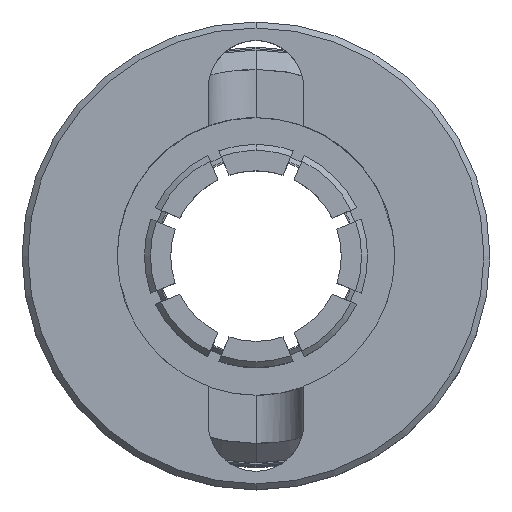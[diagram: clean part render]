
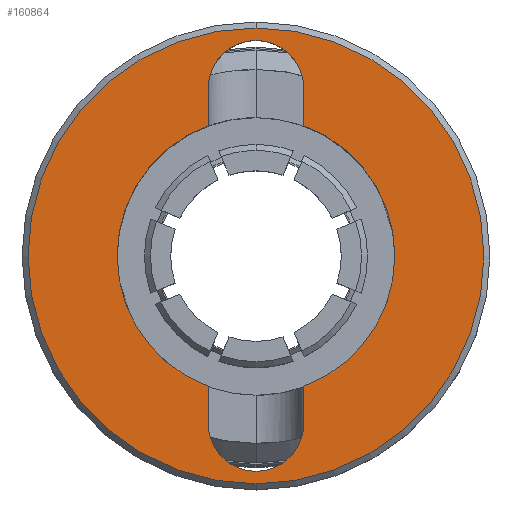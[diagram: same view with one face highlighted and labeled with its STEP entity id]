
A CAD part, top view. The second image highlights one B-rep face of the part: STEP entity #160864.
In plain terms, the highlighted planar face has unit normal (0, 0, 1).
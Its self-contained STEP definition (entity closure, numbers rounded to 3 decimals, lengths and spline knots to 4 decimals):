
#2464 = EDGE_CURVE ( 'NONE', #107002, #62289, #130902, .T. ) ;
#3410 = ORIENTED_EDGE ( 'NONE', *, *, #58969, .F. ) ;
#6019 = CARTESIAN_POINT ( 'NONE',  ( -0.8, 2.8, 20.45 ) ) ;
#8104 = ORIENTED_EDGE ( 'NONE', *, *, #69772, .T. ) ;
#10091 = AXIS2_PLACEMENT_3D ( 'NONE', #111463, #48318, #149708 ) ;
#12605 = CARTESIAN_POINT ( 'NONE',  ( 0.8, -2.1777, 20.45 ) ) ;
#15045 = DIRECTION ( 'NONE',  ( 0., 0., 1. ) ) ;
#16023 = CARTESIAN_POINT ( 'NONE',  ( 0.8, -2.8, 20.45 ) ) ;
#17523 = EDGE_CURVE ( 'NONE', #109357, #28501, #62681, .T. ) ;
#17550 = VECTOR ( 'NONE', #156706, 1000. ) ;
#20876 = VERTEX_POINT ( 'NONE', #52646 ) ;
#22924 = EDGE_CURVE ( 'NONE', #69862, #20876, #158320, .T. ) ;
#23954 = ORIENTED_EDGE ( 'NONE', *, *, #17523, .T. ) ;
#25702 = LINE ( 'NONE', #65496, #33044 ) ;
#28501 = VERTEX_POINT ( 'NONE', #12605 ) ;
#28692 = DIRECTION ( 'NONE',  ( 0., 0., 1. ) ) ;
#29889 = CIRCLE ( 'NONE', #143967, 2.32 ) ;
#33044 = VECTOR ( 'NONE', #138669, 1000. ) ;
#33166 = EDGE_CURVE ( 'NONE', #20876, #91165, #135916, .T. ) ;
#37179 = DIRECTION ( 'NONE',  ( 0., -1., 0. ) ) ;
#38879 = DIRECTION ( 'NONE',  ( 0., 0., 1. ) ) ;
#41105 = VECTOR ( 'NONE', #66632, 1000. ) ;
#48318 = DIRECTION ( 'NONE',  ( 0., 0., -1. ) ) ;
#49784 = ORIENTED_EDGE ( 'NONE', *, *, #33166, .F. ) ;
#52168 = VERTEX_POINT ( 'NONE', #132311 ) ;
#52646 = CARTESIAN_POINT ( 'NONE',  ( -0.8, -2.8, 20.45 ) ) ;
#54047 = AXIS2_PLACEMENT_3D ( 'NONE', #81772, #28692, #92610 ) ;
#56154 = CARTESIAN_POINT ( 'NONE',  ( -0.8, -2.8, 20.45 ) ) ;
#58969 = EDGE_CURVE ( 'NONE', #91165, #28501, #25702, .T. ) ;
#59009 = AXIS2_PLACEMENT_3D ( 'NONE', #108925, #15045, #75678 ) ;
#59986 = ORIENTED_EDGE ( 'NONE', *, *, #78340, .T. ) ;
#62289 = VERTEX_POINT ( 'NONE', #6019 ) ;
#62681 = CIRCLE ( 'NONE', #128959, 2.32 ) ;
#64279 = AXIS2_PLACEMENT_3D ( 'NONE', #141445, #90750, #104022 ) ;
#65496 = CARTESIAN_POINT ( 'NONE',  ( 0.8, -2.8, 20.45 ) ) ;
#66632 = DIRECTION ( 'NONE',  ( 0., 1., 0. ) ) ;
#67772 = CARTESIAN_POINT ( 'NONE',  ( 0.8, 2.8, 20.45 ) ) ;
#69772 = EDGE_CURVE ( 'NONE', #162833, #52168, #124991, .T. ) ;
#69862 = VERTEX_POINT ( 'NONE', #106846 ) ;
#74397 = EDGE_CURVE ( 'NONE', #109357, #107002, #91577, .T. ) ;
#75678 = DIRECTION ( 'NONE',  ( 0., 1., 0. ) ) ;
#76867 = CARTESIAN_POINT ( 'NONE',  ( 0., 0., 20.45 ) ) ;
#78340 = EDGE_CURVE ( 'NONE', #69862, #150255, #29889, .T. ) ;
#81772 = CARTESIAN_POINT ( 'NONE',  ( 0., 2.8, 20.45 ) ) ;
#88636 = LINE ( 'NONE', #139321, #147161 ) ;
#89818 = FACE_OUTER_BOUND ( 'NONE', #150645, .T. ) ;
#90750 = DIRECTION ( 'NONE',  ( 0., 0., 1. ) ) ;
#91165 = VERTEX_POINT ( 'NONE', #113280 ) ;
#91577 = LINE ( 'NONE', #16023, #41105 ) ;
#92610 = DIRECTION ( 'NONE',  ( 1., 0., 0. ) ) ;
#95625 = ORIENTED_EDGE ( 'NONE', *, *, #74397, .F. ) ;
#99449 = CARTESIAN_POINT ( 'NONE',  ( 0., 3.81, 20.45 ) ) ;
#99544 = ORIENTED_EDGE ( 'NONE', *, *, #103658, .T. ) ;
#103658 = EDGE_CURVE ( 'NONE', #52168, #162833, #162465, .T. ) ;
#104022 = DIRECTION ( 'NONE',  ( 1., 0., 0. ) ) ;
#106846 = CARTESIAN_POINT ( 'NONE',  ( -0.8, -2.1777, 20.45 ) ) ;
#107002 = VERTEX_POINT ( 'NONE', #67772 ) ;
#108447 = DIRECTION ( 'NONE',  ( 0., 1., 0. ) ) ;
#108925 = CARTESIAN_POINT ( 'NONE',  ( 0., 0., 20.45 ) ) ;
#109357 = VERTEX_POINT ( 'NONE', #136615 ) ;
#111463 = CARTESIAN_POINT ( 'NONE',  ( 0., 0., 20.45 ) ) ;
#113280 = CARTESIAN_POINT ( 'NONE',  ( 0.8, -2.8, 20.45 ) ) ;
#114753 = PLANE ( 'NONE',  #10091 ) ;
#115085 = DIRECTION ( 'NONE',  ( 0., 1., 0. ) ) ;
#116608 = EDGE_LOOP ( 'NONE', ( #23954, #3410, #49784, #130738, #59986, #135803, #157849, #95625 ) ) ;
#124991 = CIRCLE ( 'NONE', #148931, 3.81 ) ;
#128043 = FACE_BOUND ( 'NONE', #116608, .T. ) ;
#128959 = AXIS2_PLACEMENT_3D ( 'NONE', #76867, #140015, #115085 ) ;
#130738 = ORIENTED_EDGE ( 'NONE', *, *, #22924, .F. ) ;
#130902 = CIRCLE ( 'NONE', #54047, 0.8 ) ;
#132311 = CARTESIAN_POINT ( 'NONE',  ( 0., -3.81, 20.45 ) ) ;
#135803 = ORIENTED_EDGE ( 'NONE', *, *, #156617, .F. ) ;
#135916 = CIRCLE ( 'NONE', #64279, 0.8 ) ;
#136615 = CARTESIAN_POINT ( 'NONE',  ( 0.8, 2.1777, 20.45 ) ) ;
#138669 = DIRECTION ( 'NONE',  ( 0., 1., 0. ) ) ;
#139321 = CARTESIAN_POINT ( 'NONE',  ( -0.8, -2.8, 20.45 ) ) ;
#140015 = DIRECTION ( 'NONE',  ( 0., 0., -1. ) ) ;
#140204 = DIRECTION ( 'NONE',  ( 0., 1., 0. ) ) ;
#141445 = CARTESIAN_POINT ( 'NONE',  ( 0., -2.8, 20.45 ) ) ;
#143967 = AXIS2_PLACEMENT_3D ( 'NONE', #159145, #148342, #108447 ) ;
#147161 = VECTOR ( 'NONE', #37179, 1000. ) ;
#148342 = DIRECTION ( 'NONE',  ( 0., 0., -1. ) ) ;
#148931 = AXIS2_PLACEMENT_3D ( 'NONE', #152701, #38879, #140204 ) ;
#149708 = DIRECTION ( 'NONE',  ( 0., 1., 0. ) ) ;
#150255 = VERTEX_POINT ( 'NONE', #152019 ) ;
#150645 = EDGE_LOOP ( 'NONE', ( #8104, #99544 ) ) ;
#152019 = CARTESIAN_POINT ( 'NONE',  ( -0.8, 2.1777, 20.45 ) ) ;
#152701 = CARTESIAN_POINT ( 'NONE',  ( 0., 0., 20.45 ) ) ;
#156617 = EDGE_CURVE ( 'NONE', #62289, #150255, #88636, .T. ) ;
#156706 = DIRECTION ( 'NONE',  ( 0., -1., 0. ) ) ;
#157849 = ORIENTED_EDGE ( 'NONE', *, *, #2464, .F. ) ;
#158320 = LINE ( 'NONE', #56154, #17550 ) ;
#159145 = CARTESIAN_POINT ( 'NONE',  ( 0., 0., 20.45 ) ) ;
#160864 = ADVANCED_FACE ( 'NONE', ( #89818, #128043 ), #114753, .F. ) ;
#162465 = CIRCLE ( 'NONE', #59009, 3.81 ) ;
#162833 = VERTEX_POINT ( 'NONE', #99449 ) ;
